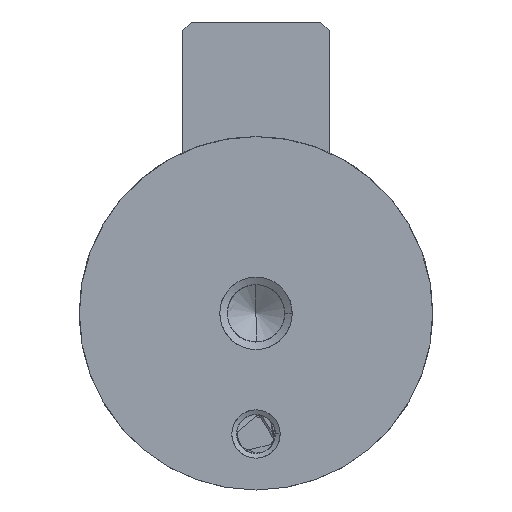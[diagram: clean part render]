
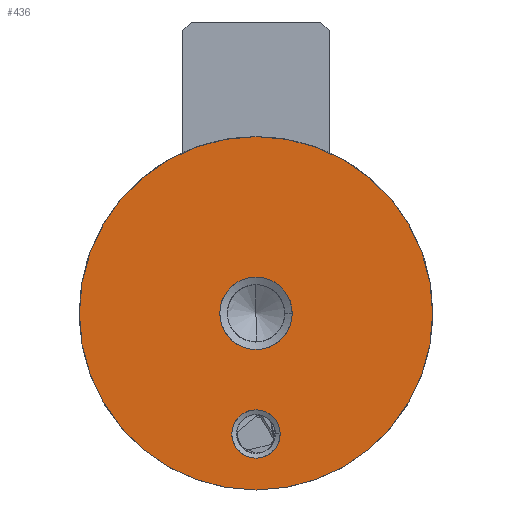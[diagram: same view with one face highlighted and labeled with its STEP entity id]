
A CAD part, front view. The second image highlights one B-rep face of the part: STEP entity #436.
In plain terms, the highlighted planar face has unit normal (0, -1, 0).
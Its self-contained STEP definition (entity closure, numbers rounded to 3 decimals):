
#125 = EDGE_CURVE ( 'NONE', #4354, #8480, #6202, .T. ) ;
#174 = CIRCLE ( 'NONE', #8855, 2.1 ) ;
#182 = EDGE_CURVE ( 'NONE', #10497, #3502, #5936, .T. ) ;
#195 = EDGE_LOOP ( 'NONE', ( #7968, #10396, #3121 ) ) ;
#436 = ADVANCED_FACE ( 'NONE', ( #1382, #8334, #9655 ), #10772, .T. ) ;
#605 = DIRECTION ( 'NONE',  ( 0., 0., -1. ) ) ;
#642 = DIRECTION ( 'NONE',  ( 0., -1., 0. ) ) ;
#728 = ORIENTED_EDGE ( 'NONE', *, *, #8858, .T. ) ;
#1346 = EDGE_CURVE ( 'NONE', #3097, #4354, #3656, .T. ) ;
#1382 = FACE_BOUND ( 'NONE', #8171, .T. ) ;
#1466 = CARTESIAN_POINT ( 'NONE',  ( 0., -17., -7. ) ) ;
#1498 = CARTESIAN_POINT ( 'NONE',  ( 0., -17., 0. ) ) ;
#1576 = CARTESIAN_POINT ( 'NONE',  ( 0., -17., -10.25 ) ) ;
#1673 = DIRECTION ( 'NONE',  ( 0., 0., -1. ) ) ;
#1699 = AXIS2_PLACEMENT_3D ( 'NONE', #9393, #10262, #1673 ) ;
#1955 = VERTEX_POINT ( 'NONE', #9081 ) ;
#2089 = DIRECTION ( 'NONE',  ( 0., -1., 0. ) ) ;
#2248 = DIRECTION ( 'NONE',  ( 0., 0., -1. ) ) ;
#2430 = CIRCLE ( 'NONE', #6806, 1.4 ) ;
#2516 = CARTESIAN_POINT ( 'NONE',  ( 0., -17., 0. ) ) ;
#2601 = CARTESIAN_POINT ( 'NONE',  ( 0., -17., -8.4 ) ) ;
#2633 = DIRECTION ( 'NONE',  ( 0., -1., 0. ) ) ;
#2950 = DIRECTION ( 'NONE',  ( 0., 0., -1. ) ) ;
#3007 = EDGE_LOOP ( 'NONE', ( #728, #5377 ) ) ;
#3091 = DIRECTION ( 'NONE',  ( 0., 0., -1. ) ) ;
#3097 = VERTEX_POINT ( 'NONE', #8827 ) ;
#3121 = ORIENTED_EDGE ( 'NONE', *, *, #1346, .F. ) ;
#3249 = EDGE_CURVE ( 'NONE', #8358, #4840, #2430, .T. ) ;
#3502 = VERTEX_POINT ( 'NONE', #5713 ) ;
#3546 = EDGE_CURVE ( 'NONE', #1955, #8358, #9248, .T. ) ;
#3557 = EDGE_CURVE ( 'NONE', #4840, #1955, #8609, .T. ) ;
#3580 = EDGE_CURVE ( 'NONE', #8480, #3097, #174, .T. ) ;
#3656 = CIRCLE ( 'NONE', #6277, 2.1 ) ;
#3741 = ORIENTED_EDGE ( 'NONE', *, *, #3546, .F. ) ;
#3913 = CARTESIAN_POINT ( 'NONE',  ( 0., -17., 0. ) ) ;
#4004 = DIRECTION ( 'NONE',  ( 0., -1., 0. ) ) ;
#4189 = ORIENTED_EDGE ( 'NONE', *, *, #3249, .F. ) ;
#4354 = VERTEX_POINT ( 'NONE', #7050 ) ;
#4840 = VERTEX_POINT ( 'NONE', #9535 ) ;
#4939 = AXIS2_PLACEMENT_3D ( 'NONE', #2516, #2633, #6818 ) ;
#5306 = DIRECTION ( 'NONE',  ( 0., 0., -1. ) ) ;
#5377 = ORIENTED_EDGE ( 'NONE', *, *, #182, .T. ) ;
#5552 = DIRECTION ( 'NONE',  ( 0., 0., -1. ) ) ;
#5713 = CARTESIAN_POINT ( 'NONE',  ( 0., -17., 10.25 ) ) ;
#5874 = CARTESIAN_POINT ( 'NONE',  ( 2.1, -17., 0. ) ) ;
#5936 = CIRCLE ( 'NONE', #4939, 10.25 ) ;
#6202 = CIRCLE ( 'NONE', #1699, 2.1 ) ;
#6277 = AXIS2_PLACEMENT_3D ( 'NONE', #3913, #8973, #2950 ) ;
#6359 = AXIS2_PLACEMENT_3D ( 'NONE', #7439, #4004, #2248 ) ;
#6806 = AXIS2_PLACEMENT_3D ( 'NONE', #9930, #7424, #3091 ) ;
#6818 = DIRECTION ( 'NONE',  ( 0., 0., -1. ) ) ;
#7050 = CARTESIAN_POINT ( 'NONE',  ( 0., -17., -2.1 ) ) ;
#7408 = CARTESIAN_POINT ( 'NONE',  ( 0., -17., 0. ) ) ;
#7424 = DIRECTION ( 'NONE',  ( 0., -1., 0. ) ) ;
#7439 = CARTESIAN_POINT ( 'NONE',  ( 0., -17., -7. ) ) ;
#7469 = AXIS2_PLACEMENT_3D ( 'NONE', #1466, #642, #605 ) ;
#7472 = DIRECTION ( 'NONE',  ( 0., -1., 0. ) ) ;
#7968 = ORIENTED_EDGE ( 'NONE', *, *, #3580, .F. ) ;
#8171 = EDGE_LOOP ( 'NONE', ( #9978, #4189, #3741 ) ) ;
#8334 = FACE_BOUND ( 'NONE', #195, .T. ) ;
#8351 = DIRECTION ( 'NONE',  ( 0., 0., -1. ) ) ;
#8358 = VERTEX_POINT ( 'NONE', #2601 ) ;
#8480 = VERTEX_POINT ( 'NONE', #5874 ) ;
#8609 = CIRCLE ( 'NONE', #7469, 1.4 ) ;
#8821 = CARTESIAN_POINT ( 'NONE',  ( 0., -17., 0. ) ) ;
#8827 = CARTESIAN_POINT ( 'NONE',  ( 0., -17., 2.1 ) ) ;
#8855 = AXIS2_PLACEMENT_3D ( 'NONE', #1498, #7472, #8351 ) ;
#8858 = EDGE_CURVE ( 'NONE', #3502, #10497, #10787, .T. ) ;
#8973 = DIRECTION ( 'NONE',  ( 0., -1., 0. ) ) ;
#9081 = CARTESIAN_POINT ( 'NONE',  ( 0., -17., -5.6 ) ) ;
#9248 = CIRCLE ( 'NONE', #6359, 1.4 ) ;
#9393 = CARTESIAN_POINT ( 'NONE',  ( 0., -17., 0. ) ) ;
#9535 = CARTESIAN_POINT ( 'NONE',  ( 1.4, -17., -7. ) ) ;
#9655 = FACE_OUTER_BOUND ( 'NONE', #3007, .T. ) ;
#9930 = CARTESIAN_POINT ( 'NONE',  ( 0., -17., -7. ) ) ;
#9978 = ORIENTED_EDGE ( 'NONE', *, *, #3557, .F. ) ;
#10262 = DIRECTION ( 'NONE',  ( 0., -1., 0. ) ) ;
#10396 = ORIENTED_EDGE ( 'NONE', *, *, #125, .F. ) ;
#10411 = DIRECTION ( 'NONE',  ( 0., -1., 0. ) ) ;
#10497 = VERTEX_POINT ( 'NONE', #1576 ) ;
#10696 = AXIS2_PLACEMENT_3D ( 'NONE', #7408, #10411, #5306 ) ;
#10698 = AXIS2_PLACEMENT_3D ( 'NONE', #8821, #2089, #5552 ) ;
#10772 = PLANE ( 'NONE',  #10696 ) ;
#10787 = CIRCLE ( 'NONE', #10698, 10.25 ) ;
